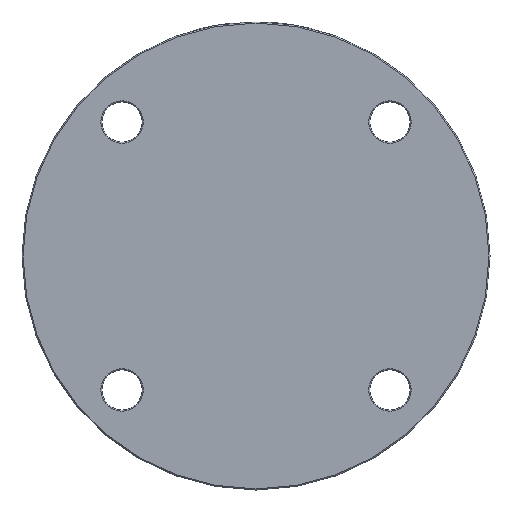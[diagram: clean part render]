
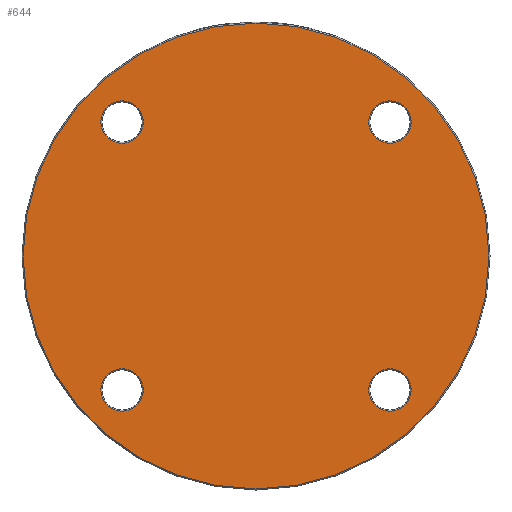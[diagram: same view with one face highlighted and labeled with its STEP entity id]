
A CAD part, left-side view. The second image highlights one B-rep face of the part: STEP entity #644.
In plain terms, the highlighted planar face has unit normal (-1, 0, 0).
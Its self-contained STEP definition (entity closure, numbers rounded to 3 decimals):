
#8 = EDGE_CURVE ( 'NONE', #1963, #1963, #4869, .T. ) ;
#132 = CARTESIAN_POINT ( 'NONE',  ( 0., 0., 0. ) ) ;
#282 = ORIENTED_EDGE ( 'NONE', *, *, #5207, .T. ) ;
#380 = DIRECTION ( 'NONE',  ( 1., 0., 0. ) ) ;
#399 = AXIS2_PLACEMENT_3D ( 'NONE', #2542, #3416, #2144 ) ;
#644 = ADVANCED_FACE ( 'NONE', ( #3810, #2622, #913, #1802, #4514 ), #1698, .F. ) ;
#782 = DIRECTION ( 'NONE',  ( 1., 0., 0. ) ) ;
#872 = DIRECTION ( 'NONE',  ( 1., 0., 0. ) ) ;
#908 = AXIS2_PLACEMENT_3D ( 'NONE', #3569, #1985, #1107 ) ;
#913 = FACE_BOUND ( 'NONE', #3190, .T. ) ;
#1053 = ORIENTED_EDGE ( 'NONE', *, *, #8, .T. ) ;
#1107 = DIRECTION ( 'NONE',  ( 0., 0., -1. ) ) ;
#1250 = EDGE_LOOP ( 'NONE', ( #2464 ) ) ;
#1588 = CARTESIAN_POINT ( 'NONE',  ( 0., -60.104, -69.604 ) ) ;
#1610 = AXIS2_PLACEMENT_3D ( 'NONE', #4411, #782, #2408 ) ;
#1617 = EDGE_LOOP ( 'NONE', ( #282 ) ) ;
#1698 = PLANE ( 'NONE',  #399 ) ;
#1736 = DIRECTION ( 'NONE',  ( 0., 0., -1. ) ) ;
#1802 = FACE_OUTER_BOUND ( 'NONE', #1250, .T. ) ;
#1848 = EDGE_CURVE ( 'NONE', #2361, #2361, #3701, .T. ) ;
#1963 = VERTEX_POINT ( 'NONE', #1588 ) ;
#1985 = DIRECTION ( 'NONE',  ( 1., 0., 0. ) ) ;
#2037 = EDGE_LOOP ( 'NONE', ( #4158 ) ) ;
#2041 = CARTESIAN_POINT ( 'NONE',  ( 0., -60.104, 50.604 ) ) ;
#2071 = DIRECTION ( 'NONE',  ( -1., 0., 0. ) ) ;
#2095 = DIRECTION ( 'NONE',  ( 0., 0., -1. ) ) ;
#2144 = DIRECTION ( 'NONE',  ( 0., 0., -1. ) ) ;
#2361 = VERTEX_POINT ( 'NONE', #2736 ) ;
#2399 = CARTESIAN_POINT ( 'NONE',  ( 0., -60.104, -60.104 ) ) ;
#2408 = DIRECTION ( 'NONE',  ( 0., 0., -1. ) ) ;
#2464 = ORIENTED_EDGE ( 'NONE', *, *, #2880, .T. ) ;
#2519 = CIRCLE ( 'NONE', #3371, 104.5 ) ;
#2542 = CARTESIAN_POINT ( 'NONE',  ( 0., 0., 0. ) ) ;
#2563 = EDGE_LOOP ( 'NONE', ( #1053 ) ) ;
#2622 = FACE_BOUND ( 'NONE', #2037, .T. ) ;
#2736 = CARTESIAN_POINT ( 'NONE',  ( 0., 60.104, 50.604 ) ) ;
#2880 = EDGE_CURVE ( 'NONE', #3177, #3177, #2519, .T. ) ;
#3024 = AXIS2_PLACEMENT_3D ( 'NONE', #2399, #380, #3220 ) ;
#3177 = VERTEX_POINT ( 'NONE', #4438 ) ;
#3190 = EDGE_LOOP ( 'NONE', ( #3775 ) ) ;
#3220 = DIRECTION ( 'NONE',  ( 0., 0., -1. ) ) ;
#3294 = CIRCLE ( 'NONE', #1610, 9.5 ) ;
#3331 = VERTEX_POINT ( 'NONE', #3673 ) ;
#3371 = AXIS2_PLACEMENT_3D ( 'NONE', #132, #2071, #2095 ) ;
#3384 = EDGE_CURVE ( 'NONE', #3951, #3951, #4970, .T. ) ;
#3416 = DIRECTION ( 'NONE',  ( 1., 0., 0. ) ) ;
#3569 = CARTESIAN_POINT ( 'NONE',  ( 0., -60.104, 60.104 ) ) ;
#3662 = CARTESIAN_POINT ( 'NONE',  ( 0., 60.104, 60.104 ) ) ;
#3673 = CARTESIAN_POINT ( 'NONE',  ( 0., 60.104, -69.604 ) ) ;
#3701 = CIRCLE ( 'NONE', #4788, 9.5 ) ;
#3775 = ORIENTED_EDGE ( 'NONE', *, *, #1848, .T. ) ;
#3810 = FACE_BOUND ( 'NONE', #2563, .T. ) ;
#3951 = VERTEX_POINT ( 'NONE', #2041 ) ;
#4158 = ORIENTED_EDGE ( 'NONE', *, *, #3384, .T. ) ;
#4411 = CARTESIAN_POINT ( 'NONE',  ( 0., 60.104, -60.104 ) ) ;
#4438 = CARTESIAN_POINT ( 'NONE',  ( 0., 0., -104.5 ) ) ;
#4514 = FACE_BOUND ( 'NONE', #1617, .T. ) ;
#4788 = AXIS2_PLACEMENT_3D ( 'NONE', #3662, #872, #1736 ) ;
#4869 = CIRCLE ( 'NONE', #3024, 9.5 ) ;
#4970 = CIRCLE ( 'NONE', #908, 9.5 ) ;
#5207 = EDGE_CURVE ( 'NONE', #3331, #3331, #3294, .T. ) ;
